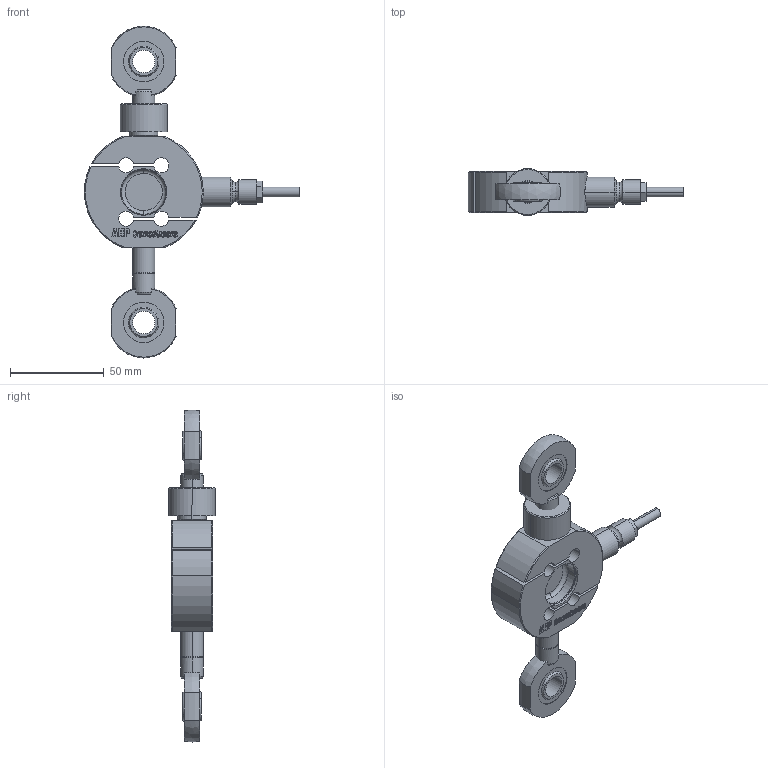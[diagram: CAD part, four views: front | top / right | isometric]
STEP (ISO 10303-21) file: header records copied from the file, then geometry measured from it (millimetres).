
FILE_DESCRIPTION(('STEP AP214'),'1');
FILE_NAME('TS_63 100kg to 500kg.stp','2018-03-02T08:09:58',(' '),(' '),'Spatial InterOp 3D',' ',' ');
FILE_SCHEMA(('automotive_design'));
Length unit declared in the file: millimetre
Products named in the file (5): TS_63 100kg to 500kg; TS Ø63; Shackle; CTS18M12; CTIC13
Assembly tree (5 placements, depth 2):
  TS_63 100kg to 500kg
    TS Ø63
    Shackle  x2
    CTS18M12
    CTIC13
Bounding box: 115.1 x 25 x 177.5 mm (x, y, z)
Volume: 89910.1 mm3; surface area: 31753.1 mm2
Topology: 5 solids, 5 shells, 383 faces, 970 edges, 644 vertices
Faces by surface type: plane 184, cylinder 76, extrusion 44, cone 38, torus 18, sphere 15, revolution 8
Entity records: 13916 total; most frequent: CARTESIAN_POINT 2655, ORIENTED_EDGE 1750, DIRECTION 1671, EDGE_CURVE 875, VERTEX_POINT 579, AXIS2_PLACEMENT_3D 558, VECTOR 551, LINE 507
